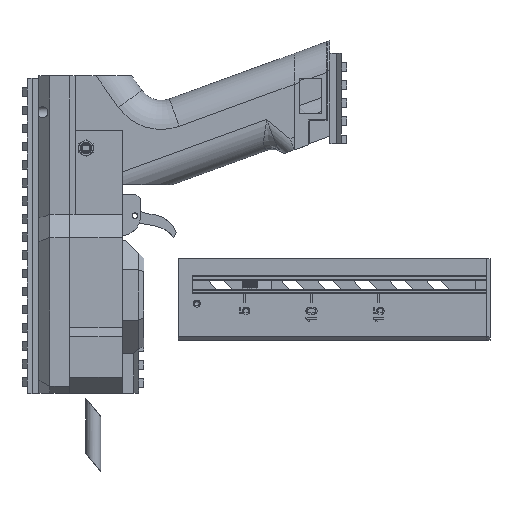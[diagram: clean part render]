
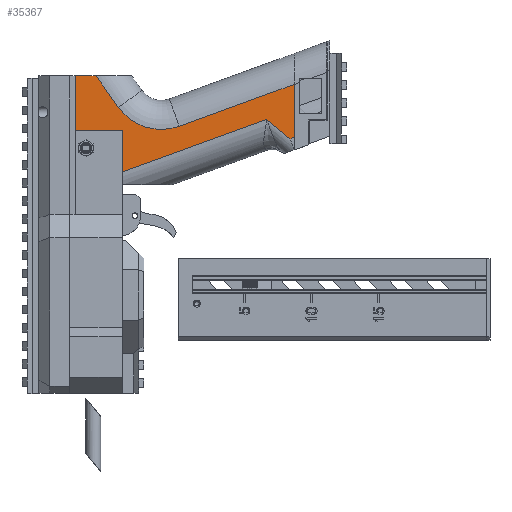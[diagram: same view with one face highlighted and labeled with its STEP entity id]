
A CAD part, left-side view. The second image highlights one B-rep face of the part: STEP entity #35367.
In plain terms, the highlighted face is planar.
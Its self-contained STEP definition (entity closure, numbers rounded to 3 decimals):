
#1634=PLANE('',#38063);
#3122=FACE_OUTER_BOUND('',#5175,.T.);
#5175=EDGE_LOOP('',(#26745,#26746,#26747,#26748,#26749,#26750,#26751,#26752,
#26753,#26754,#26755));
#7664=LINE('',#52938,#11436);
#7667=LINE('',#52946,#11439);
#7722=LINE('',#53146,#11494);
#7726=LINE('',#53343,#11498);
#7728=LINE('',#53348,#11500);
#7732=LINE('',#53359,#11504);
#7733=LINE('',#53363,#11505);
#7734=LINE('',#53365,#11506);
#7735=LINE('',#53367,#11507);
#7736=LINE('',#53368,#11508);
#11436=VECTOR('',#42489,10.);
#11439=VECTOR('',#42498,10.);
#11494=VECTOR('',#42703,10.);
#11498=VECTOR('',#42719,10.);
#11500=VECTOR('',#42725,10.);
#11504=VECTOR('',#42739,10.);
#11505=VECTOR('',#42742,10.);
#11506=VECTOR('',#42743,10.);
#11507=VECTOR('',#42744,10.);
#11508=VECTOR('',#42745,10.);
#14643=CIRCLE('',#38064,29.);
#16181=VERTEX_POINT('',#52934);
#16183=VERTEX_POINT('',#52937);
#16185=VERTEX_POINT('',#52944);
#16254=VERTEX_POINT('',#53143);
#16255=VERTEX_POINT('',#53145);
#16260=VERTEX_POINT('',#53205);
#16266=VERTEX_POINT('',#53358);
#16267=VERTEX_POINT('',#53360);
#16268=VERTEX_POINT('',#53362);
#16269=VERTEX_POINT('',#53364);
#16270=VERTEX_POINT('',#53366);
#20063=EDGE_CURVE('',#16183,#16181,#7664,.T.);
#20068=EDGE_CURVE('',#16185,#16181,#7667,.T.);
#20163=EDGE_CURVE('',#16255,#16254,#7722,.T.);
#20176=EDGE_CURVE('',#16260,#16254,#7726,.T.);
#20179=EDGE_CURVE('',#16183,#16260,#7728,.T.);
#20184=EDGE_CURVE('',#16266,#16185,#7732,.T.);
#20185=EDGE_CURVE('',#16267,#16266,#14643,.T.);
#20186=EDGE_CURVE('',#16268,#16267,#7733,.T.);
#20187=EDGE_CURVE('',#16268,#16269,#7734,.T.);
#20188=EDGE_CURVE('',#16269,#16270,#7735,.T.);
#20189=EDGE_CURVE('',#16270,#16255,#7736,.T.);
#26745=ORIENTED_EDGE('',*,*,#20176,.F.);
#26746=ORIENTED_EDGE('',*,*,#20179,.F.);
#26747=ORIENTED_EDGE('',*,*,#20063,.T.);
#26748=ORIENTED_EDGE('',*,*,#20068,.F.);
#26749=ORIENTED_EDGE('',*,*,#20184,.F.);
#26750=ORIENTED_EDGE('',*,*,#20185,.F.);
#26751=ORIENTED_EDGE('',*,*,#20186,.F.);
#26752=ORIENTED_EDGE('',*,*,#20187,.T.);
#26753=ORIENTED_EDGE('',*,*,#20188,.T.);
#26754=ORIENTED_EDGE('',*,*,#20189,.T.);
#26755=ORIENTED_EDGE('',*,*,#20163,.T.);
#35367=ADVANCED_FACE('',(#3122),#1634,.T.);
#38063=AXIS2_PLACEMENT_3D('',#53357,#42737,#42738);
#38064=AXIS2_PLACEMENT_3D('',#53361,#42740,#42741);
#42489=DIRECTION('',(0.342,-0.94,0.));
#42498=DIRECTION('',(-1.,0.,0.));
#42703=DIRECTION('',(-1.,0.,0.));
#42719=DIRECTION('',(-0.342,0.94,0.));
#42725=DIRECTION('',(0.643,0.766,0.));
#42737=DIRECTION('center_axis',(0.,0.,1.));
#42738=DIRECTION('ref_axis',(1.,0.,0.));
#42739=DIRECTION('',(0.342,-0.94,0.));
#42740=DIRECTION('center_axis',(0.,0.,1.));
#42741=DIRECTION('ref_axis',(-0.955,0.298,0.));
#42742=DIRECTION('',(-0.815,-0.579,0.));
#42743=DIRECTION('',(0.,1.,0.));
#42744=DIRECTION('',(-1.,0.,0.));
#42745=DIRECTION('',(0.,-1.,0.));
#52934=CARTESIAN_POINT('',(-16.461,-52.347,16.));
#52937=CARTESIAN_POINT('',(-17.283,-50.087,16.));
#52938=CARTESIAN_POINT('',(-17.283,-50.087,16.));
#52944=CARTESIAN_POINT('',(12.69,-52.347,16.));
#52946=CARTESIAN_POINT('',(5.785,-52.347,16.));
#53143=CARTESIAN_POINT('',(-35.588,42.286,16.));
#53145=CARTESIAN_POINT('',(-12.615,42.286,16.));
#53146=CARTESIAN_POINT('',(-52.615,42.286,16.));
#53205=CARTESIAN_POINT('',(-6.601,-37.356,16.));
#53343=CARTESIAN_POINT('',(-30.237,27.584,16.));
#53348=CARTESIAN_POINT('',(0.487,-28.909,16.));
#53357=CARTESIAN_POINT('Origin',(-10.087,12.07,16.));
#53358=CARTESIAN_POINT('',(-10.386,11.053,16.));
#53359=CARTESIAN_POINT('',(-1.11,-14.431,16.));
#53360=CARTESIAN_POINT('',(0.072,44.615,16.));
#53361=CARTESIAN_POINT('Origin',(16.865,20.972,16.));
#53362=CARTESIAN_POINT('',(17.385,56.911,16.));
#53363=CARTESIAN_POINT('',(-15.025,33.892,16.));
#53364=CARTESIAN_POINT('',(17.385,68.286,16.));
#53365=CARTESIAN_POINT('',(17.385,68.286,16.));
#53366=CARTESIAN_POINT('',(-12.615,68.286,16.));
#53367=CARTESIAN_POINT('',(-12.615,68.286,16.));
#53368=CARTESIAN_POINT('',(-12.615,42.286,16.));
